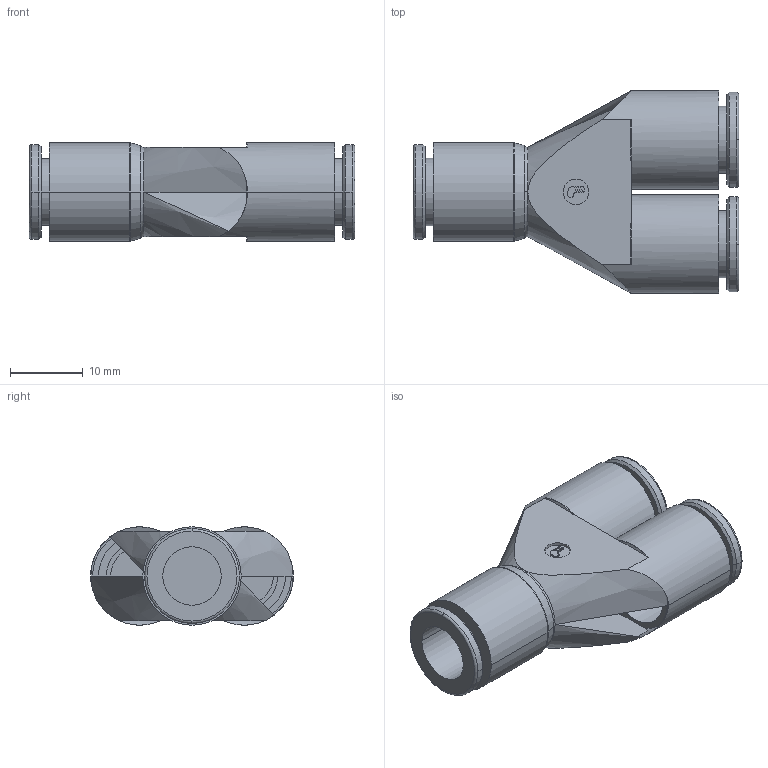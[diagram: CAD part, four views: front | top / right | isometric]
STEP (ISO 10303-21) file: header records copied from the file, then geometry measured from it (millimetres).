
FILE_DESCRIPTION(('STEP AP214'),'1');
FILE_NAME('6340_08_00WP2.stp','2016-07-07T14:17:30',('TraceParts'),('TraceParts S.A.'),'Spatial InterOp 3D',' ',' ');
FILE_SCHEMA(('automotive_design'));
Length unit declared in the file: millimetre
Products named in the file (1): 1
Bounding box: 44.6 x 27.8 x 13.5 mm (x, y, z)
Volume: 7464 mm3; surface area: 4622.1 mm2
Topology: 1 solids, 1 shells, 110 faces, 286 edges, 185 vertices
Faces by surface type: plane 34, cylinder 32, torus 24, cone 20
Entity records: 3694 total; most frequent: CARTESIAN_POINT 890, DIRECTION 633, ORIENTED_EDGE 572, EDGE_CURVE 286, AXIS2_PLACEMENT_3D 268, VERTEX_POINT 185, CIRCLE 157, EDGE_LOOP 125
